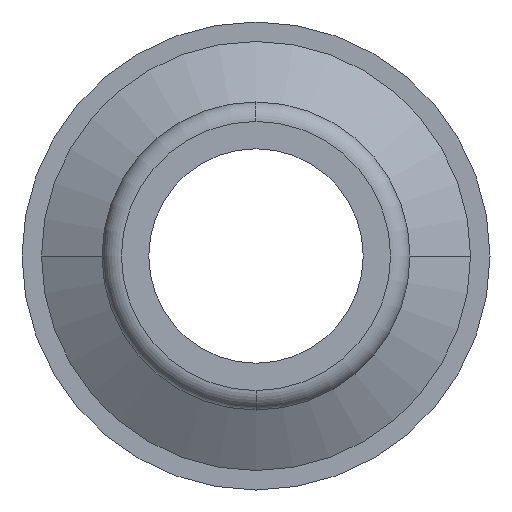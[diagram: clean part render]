
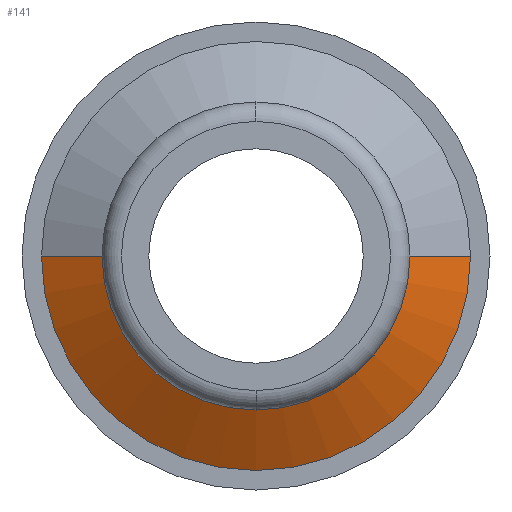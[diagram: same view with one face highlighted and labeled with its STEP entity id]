
A CAD part, front view. The second image highlights one B-rep face of the part: STEP entity #141.
In plain terms, the highlighted conical face has half-angle 60 degrees and reference radius 4.725 mm.
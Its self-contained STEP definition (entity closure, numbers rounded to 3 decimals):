
#141=ADVANCED_FACE('',(#309),#310,.T.);
#309=FACE_OUTER_BOUND('',#498,.T.);
#310=CONICAL_SURFACE('',#499,4.725,1.047);
#498=EDGE_LOOP('',(#837,#838,#839,#840));
#499=AXIS2_PLACEMENT_3D('',#841,#842,#843);
#837=ORIENTED_EDGE('',*,*,#1187,.F.);
#838=ORIENTED_EDGE('',*,*,#1188,.T.);
#839=ORIENTED_EDGE('',*,*,#1189,.F.);
#840=ORIENTED_EDGE('',*,*,#1170,.F.);
#841=CARTESIAN_POINT('',(0.0,8.447,0.0));
#842=DIRECTION('',(-0.0,1.0,-0.0));
#843=DIRECTION('',(1.0,0.0,0.0));
#1170=EDGE_CURVE('',#1346,#1353,#1419,.T.);
#1187=EDGE_CURVE('',#1287,#1346,#1440,.T.);
#1188=EDGE_CURVE('',#1287,#1289,#1441,.T.);
#1189=EDGE_CURVE('',#1353,#1289,#1442,.T.);
#1287=VERTEX_POINT('',#1554);
#1289=VERTEX_POINT('',#1557);
#1346=VERTEX_POINT('',#1619);
#1353=VERTEX_POINT('',#1627);
#1419=CIRCLE('',#1706,5.5);
#1440=LINE('',#1727,#1728);
#1441=CIRCLE('',#1729,3.95);
#1442=LINE('',#1730,#1731);
#1554=CARTESIAN_POINT('',(3.95,8.0,0.0));
#1557=CARTESIAN_POINT('',(-3.95,8.0,0.));
#1619=CARTESIAN_POINT('',(5.5,8.895,0.0));
#1627=CARTESIAN_POINT('',(-5.5,8.895,0.));
#1706=AXIS2_PLACEMENT_3D('',#1997,#1998,#1999);
#1727=CARTESIAN_POINT('',(4.725,8.447,0.));
#1728=VECTOR('',#2033,1.0);
#1729=AXIS2_PLACEMENT_3D('',#2034,#2035,#2036);
#1730=CARTESIAN_POINT('',(-4.725,8.447,0.));
#1731=VECTOR('',#2037,1.0);
#1997=CARTESIAN_POINT('',(0.0,8.895,0.0));
#1998=DIRECTION('',(-0.0,1.0,0.0));
#1999=DIRECTION('',(1.0,0.0,0.0));
#2033=DIRECTION('',(0.866,0.5,0.));
#2034=CARTESIAN_POINT('',(0.0,8.0,0.0));
#2035=DIRECTION('',(-0.0,1.0,0.0));
#2036=DIRECTION('',(1.0,0.0,0.0));
#2037=DIRECTION('',(0.866,-0.5,0.));
